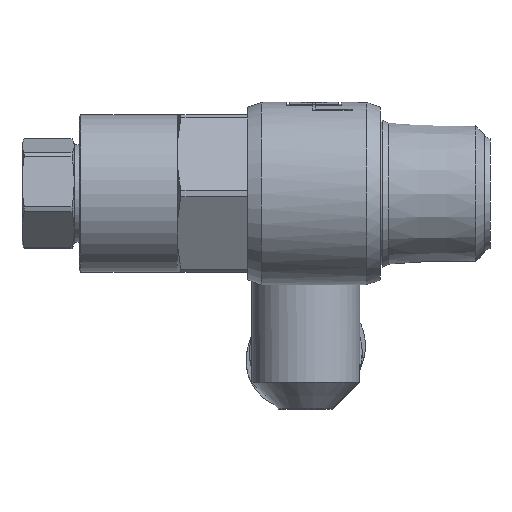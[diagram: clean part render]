
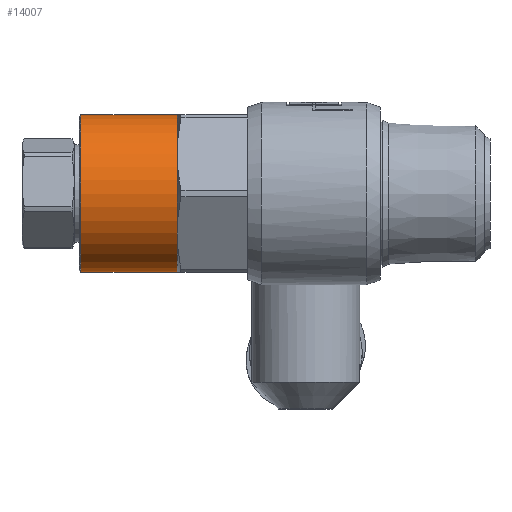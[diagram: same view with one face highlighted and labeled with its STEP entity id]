
A CAD part, left-side view. The second image highlights one B-rep face of the part: STEP entity #14007.
In plain terms, the highlighted cylindrical face has radius 9.5 mm (diameter 19 mm), a full revolution.
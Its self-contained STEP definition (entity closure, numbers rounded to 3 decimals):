
#13317=CARTESIAN_POINT('',(-8.227,37.7,4.75));
#13318=VERTEX_POINT('',#13317);
#13341=CARTESIAN_POINT('',(0.,37.7,9.5));
#13342=VERTEX_POINT('',#13341);
#13356=CARTESIAN_POINT('',(0.,37.7,0.0));
#13357=DIRECTION('',(0.0,1.0,0.0));
#13358=DIRECTION('',(1.0,0.0,0.0));
#13359=AXIS2_PLACEMENT_3D('',#13356,#13357,#13358);
#13360=CIRCLE('',#13359,9.5);
#13361=EDGE_CURVE('',#13318,#13342,#13360,.T.);
#13373=CARTESIAN_POINT('',(-8.227,37.7,-4.75));
#13374=VERTEX_POINT('',#13373);
#13410=CARTESIAN_POINT('',(0.,37.7,0.0));
#13411=DIRECTION('',(0.0,1.0,0.0));
#13412=DIRECTION('',(1.0,0.0,0.0));
#13413=AXIS2_PLACEMENT_3D('',#13410,#13411,#13412);
#13414=CIRCLE('',#13413,9.5);
#13415=EDGE_CURVE('',#13374,#13318,#13414,.T.);
#13440=CARTESIAN_POINT('',(0.,37.7,-9.5));
#13441=VERTEX_POINT('',#13440);
#13442=CARTESIAN_POINT('',(0.,37.7,0.0));
#13443=DIRECTION('',(0.0,1.0,0.0));
#13444=DIRECTION('',(1.0,0.0,0.0));
#13445=AXIS2_PLACEMENT_3D('',#13442,#13443,#13444);
#13446=CIRCLE('',#13445,9.5);
#13447=EDGE_CURVE('',#13441,#13374,#13446,.T.);
#13494=CARTESIAN_POINT('',(8.227,37.7,-4.75));
#13495=VERTEX_POINT('',#13494);
#13496=CARTESIAN_POINT('',(0.,37.7,0.0));
#13497=DIRECTION('',(0.0,1.0,0.0));
#13498=DIRECTION('',(1.0,0.0,0.0));
#13499=AXIS2_PLACEMENT_3D('',#13496,#13497,#13498);
#13500=CIRCLE('',#13499,9.5);
#13501=EDGE_CURVE('',#13495,#13441,#13500,.T.);
#13548=CARTESIAN_POINT('',(8.227,37.7,4.75));
#13549=VERTEX_POINT('',#13548);
#13550=CARTESIAN_POINT('',(0.,37.7,0.0));
#13551=DIRECTION('',(0.0,1.0,0.0));
#13552=DIRECTION('',(1.0,0.0,0.0));
#13553=AXIS2_PLACEMENT_3D('',#13550,#13551,#13552);
#13554=CIRCLE('',#13553,9.5);
#13555=EDGE_CURVE('',#13549,#13495,#13554,.T.);
#13602=CARTESIAN_POINT('',(0.,37.7,0.0));
#13603=DIRECTION('',(0.0,1.0,0.0));
#13604=DIRECTION('',(1.0,0.0,0.0));
#13605=AXIS2_PLACEMENT_3D('',#13602,#13603,#13604);
#13606=CIRCLE('',#13605,9.5);
#13607=EDGE_CURVE('',#13342,#13549,#13606,.T.);
#13970=CARTESIAN_POINT('',(9.5,49.3,0.));
#13971=VERTEX_POINT('',#13970);
#13972=CARTESIAN_POINT('',(0.,49.3,0.0));
#13973=DIRECTION('',(0.0,1.0,0.0));
#13974=DIRECTION('',(-1.0,0.0,0.0));
#13975=AXIS2_PLACEMENT_3D('',#13972,#13973,#13974);
#13976=CIRCLE('',#13975,9.5);
#13977=EDGE_CURVE('',#13971,#13971,#13976,.T.);
#13991=CARTESIAN_POINT('',(0.,39.35,0.0));
#13992=DIRECTION('',(0.,-1.0,0.0));
#13993=DIRECTION('',(1.0,0.0,0.0));
#13994=AXIS2_PLACEMENT_3D('',#13991,#13992,#13993);
#13995=CYLINDRICAL_SURFACE('',#13994,9.5);
#13996=ORIENTED_EDGE('',*,*,#13555,.T.);
#13997=ORIENTED_EDGE('',*,*,#13501,.T.);
#13998=ORIENTED_EDGE('',*,*,#13447,.T.);
#13999=ORIENTED_EDGE('',*,*,#13415,.T.);
#14000=ORIENTED_EDGE('',*,*,#13361,.T.);
#14001=ORIENTED_EDGE('',*,*,#13607,.T.);
#14002=EDGE_LOOP('',(#13996,#13997,#13998,#13999,#14000,#14001));
#14003=FACE_OUTER_BOUND('',#14002,.T.);
#14004=ORIENTED_EDGE('',*,*,#13977,.F.);
#14005=EDGE_LOOP('',(#14004));
#14006=FACE_BOUND('',#14005,.T.);
#14007=ADVANCED_FACE('',(#14003,#14006),#13995,.T.);
